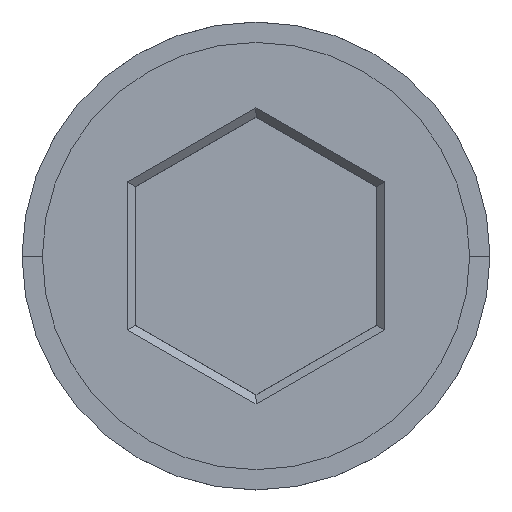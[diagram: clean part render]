
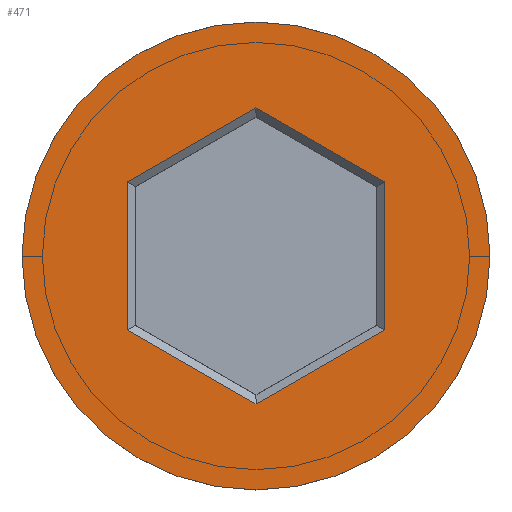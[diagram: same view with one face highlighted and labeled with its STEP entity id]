
A CAD part, top view. The second image highlights one B-rep face of the part: STEP entity #471.
In plain terms, the highlighted planar face has unit normal (0, 0, 1).
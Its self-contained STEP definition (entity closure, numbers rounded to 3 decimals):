
#17 = EDGE_CURVE ( 'NONE', #1602, #831, #923, .T. ) ;
#40 = EDGE_CURVE ( 'NONE', #470, #150, #117, .T. ) ;
#58 = CARTESIAN_POINT ( 'NONE',  ( 0., -3.637, 0. ) ) ;
#117 = CIRCLE ( 'NONE', #948, 5.75 ) ;
#124 = CARTESIAN_POINT ( 'NONE',  ( 3.15, -1.819, 0. ) ) ;
#140 = CIRCLE ( 'NONE', #687, 5.75 ) ;
#150 = VERTEX_POINT ( 'NONE', #317 ) ;
#211 = DIRECTION ( 'NONE',  ( 0.866, -0.5, 0. ) ) ;
#213 = CARTESIAN_POINT ( 'NONE',  ( 0., 3.637, 0. ) ) ;
#240 = VERTEX_POINT ( 'NONE', #213 ) ;
#241 = CARTESIAN_POINT ( 'NONE',  ( -3.15, 1.819, 0. ) ) ;
#261 = CARTESIAN_POINT ( 'NONE',  ( 0., 0., 0. ) ) ;
#266 = DIRECTION ( 'NONE',  ( 0.866, 0.5, 0. ) ) ;
#287 = CARTESIAN_POINT ( 'NONE',  ( 3.15, -1.703, 0. ) ) ;
#310 = DIRECTION ( 'NONE',  ( 1., 0., 0. ) ) ;
#317 = CARTESIAN_POINT ( 'NONE',  ( -5.75, 0., 0. ) ) ;
#329 = VECTOR ( 'NONE', #650, 1000. ) ;
#339 = ORIENTED_EDGE ( 'NONE', *, *, #40, .T. ) ;
#340 = ORIENTED_EDGE ( 'NONE', *, *, #536, .T. ) ;
#376 = EDGE_LOOP ( 'NONE', ( #339, #916 ) ) ;
#385 = FACE_BOUND ( 'NONE', #1587, .T. ) ;
#397 = EDGE_CURVE ( 'NONE', #1345, #1602, #1004, .T. ) ;
#409 = CARTESIAN_POINT ( 'NONE',  ( -3.05, -1.876, 0. ) ) ;
#470 = VERTEX_POINT ( 'NONE', #734 ) ;
#471 = ADVANCED_FACE ( 'NONE', ( #385, #874 ), #1226, .T. ) ;
#476 = DIRECTION ( 'NONE',  ( 0., 0., 1. ) ) ;
#490 = EDGE_CURVE ( 'NONE', #150, #470, #140, .T. ) ;
#536 = EDGE_CURVE ( 'NONE', #819, #849, #1143, .T. ) ;
#628 = CARTESIAN_POINT ( 'NONE',  ( 3.15, 1.819, 0. ) ) ;
#650 = DIRECTION ( 'NONE',  ( 0., 1., 0. ) ) ;
#652 = ORIENTED_EDGE ( 'NONE', *, *, #893, .T. ) ;
#687 = AXIS2_PLACEMENT_3D ( 'NONE', #261, #1211, #1473 ) ;
#717 = VECTOR ( 'NONE', #211, 1000. ) ;
#734 = CARTESIAN_POINT ( 'NONE',  ( 5.75, 0., 0. ) ) ;
#819 = VERTEX_POINT ( 'NONE', #628 ) ;
#831 = VERTEX_POINT ( 'NONE', #241 ) ;
#849 = VERTEX_POINT ( 'NONE', #124 ) ;
#874 = FACE_OUTER_BOUND ( 'NONE', #376, .T. ) ;
#893 = EDGE_CURVE ( 'NONE', #831, #240, #1240, .T. ) ;
#900 = DIRECTION ( 'NONE',  ( 0., -1., 0. ) ) ;
#916 = ORIENTED_EDGE ( 'NONE', *, *, #490, .T. ) ;
#921 = EDGE_CURVE ( 'NONE', #849, #1345, #1108, .T. ) ;
#923 = LINE ( 'NONE', #1419, #329 ) ;
#936 = ORIENTED_EDGE ( 'NONE', *, *, #397, .T. ) ;
#948 = AXIS2_PLACEMENT_3D ( 'NONE', #1428, #1291, #310 ) ;
#982 = DIRECTION ( 'NONE',  ( 1., 0., 0. ) ) ;
#984 = CARTESIAN_POINT ( 'NONE',  ( -3.15, -1.819, 0. ) ) ;
#1004 = LINE ( 'NONE', #409, #1515 ) ;
#1035 = DIRECTION ( 'NONE',  ( -0.866, 0.5, 0. ) ) ;
#1049 = ORIENTED_EDGE ( 'NONE', *, *, #17, .T. ) ;
#1073 = LINE ( 'NONE', #1571, #717 ) ;
#1095 = VECTOR ( 'NONE', #900, 1000. ) ;
#1108 = LINE ( 'NONE', #1147, #1251 ) ;
#1129 = ORIENTED_EDGE ( 'NONE', *, *, #1267, .T. ) ;
#1143 = LINE ( 'NONE', #287, #1095 ) ;
#1147 = CARTESIAN_POINT ( 'NONE',  ( 0.1, -3.58, 0. ) ) ;
#1198 = AXIS2_PLACEMENT_3D ( 'NONE', #1372, #476, #982 ) ;
#1211 = DIRECTION ( 'NONE',  ( 0., 0., 1. ) ) ;
#1226 = PLANE ( 'NONE',  #1198 ) ;
#1240 = LINE ( 'NONE', #1483, #1282 ) ;
#1251 = VECTOR ( 'NONE', #1408, 1000. ) ;
#1267 = EDGE_CURVE ( 'NONE', #240, #819, #1073, .T. ) ;
#1282 = VECTOR ( 'NONE', #266, 1000. ) ;
#1291 = DIRECTION ( 'NONE',  ( 0., 0., 1. ) ) ;
#1345 = VERTEX_POINT ( 'NONE', #58 ) ;
#1372 = CARTESIAN_POINT ( 'NONE',  ( 0., 0., 0. ) ) ;
#1408 = DIRECTION ( 'NONE',  ( -0.866, -0.5, 0. ) ) ;
#1419 = CARTESIAN_POINT ( 'NONE',  ( -3.15, 1.703, 0. ) ) ;
#1428 = CARTESIAN_POINT ( 'NONE',  ( 0., 0., 0. ) ) ;
#1473 = DIRECTION ( 'NONE',  ( 1., 0., 0. ) ) ;
#1483 = CARTESIAN_POINT ( 'NONE',  ( -0.1, 3.58, 0. ) ) ;
#1515 = VECTOR ( 'NONE', #1035, 1000. ) ;
#1555 = ORIENTED_EDGE ( 'NONE', *, *, #921, .T. ) ;
#1571 = CARTESIAN_POINT ( 'NONE',  ( 3.05, 1.876, 0. ) ) ;
#1587 = EDGE_LOOP ( 'NONE', ( #936, #1049, #652, #1129, #340, #1555 ) ) ;
#1602 = VERTEX_POINT ( 'NONE', #984 ) ;
